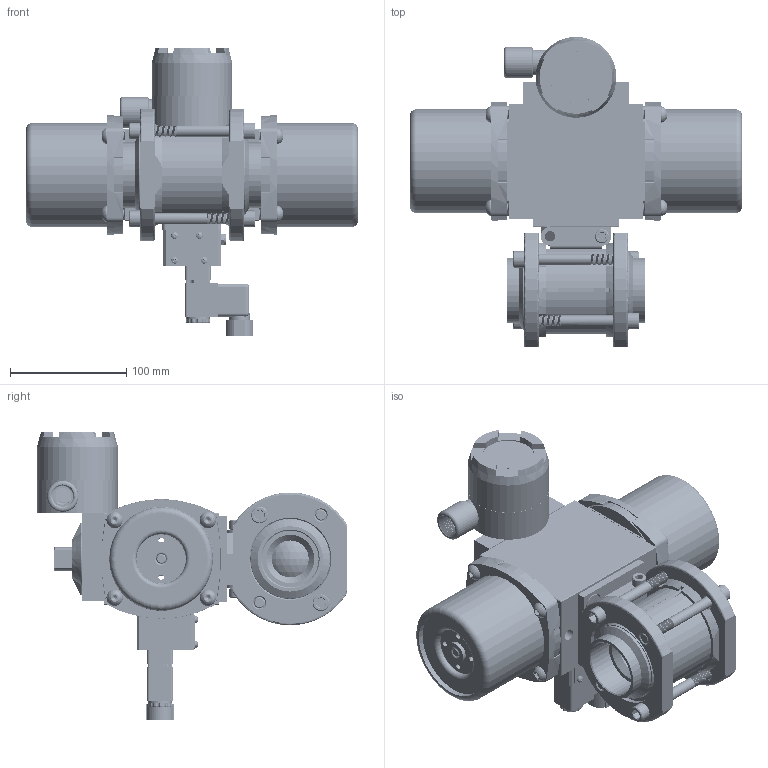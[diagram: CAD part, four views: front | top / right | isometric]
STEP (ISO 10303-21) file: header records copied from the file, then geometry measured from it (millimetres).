
FILE_DESCRIPTION (( 'STEP AP203' ), '1' );
FILE_NAME ('22XXSWSA522SR3GPDCLS.step', '2018-06-12T12:02:36', ( '' ), ( '' ), 'SwSTEP 2.0', 'SolidWorks 2017', '' );
FILE_SCHEMA (( 'CONFIG_CONTROL_DESIGN' ));
Products named in the file (1): 22XXSWSA522SR3GPDCLS
Bounding box: 285.09 x 266.2 x 247.55 mm (x, y, z)
Volume: 1712759.1 mm3; surface area: 654059.2 mm2
Topology: 75 solids, 75 shells, 6385 faces, 16437 edges, 10299 vertices
Faces by surface type: cylinder 2759, cone 2098, plane 1160, torus 238, bspline 100, sphere 30
Entity records: 232411 total; most frequent: CARTESIAN_POINT 76138, DIRECTION 34686, ORIENTED_EDGE 32586, EDGE_CURVE 16293, AXIS2_PLACEMENT_3D 14019, VERTEX_POINT 10297, CIRCLE 7733, EDGE_LOOP 6912
